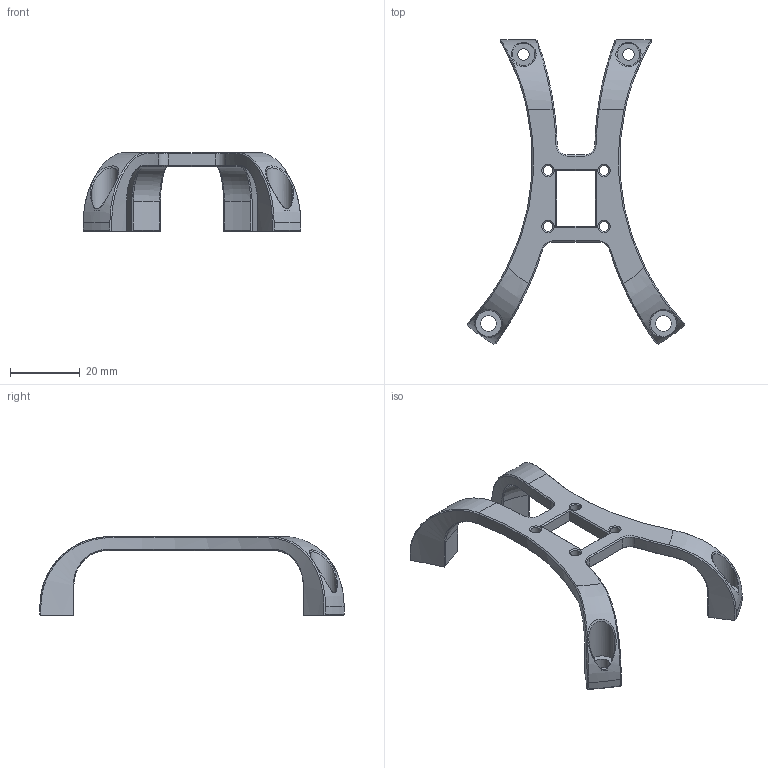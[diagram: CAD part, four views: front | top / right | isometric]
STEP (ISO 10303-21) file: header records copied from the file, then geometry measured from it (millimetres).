
FILE_DESCRIPTION(/* description */ (''),/* implementation_level */ '2;1');
FILE_NAME(/* name */ '1xEncoder Mount(Support)v1.step',/* time_stamp */ '2025-04-14T13:04:12-04:00',/* author */ (''),/* organization */ (''),/* preprocessor_version */ 'ST-DEVELOPER v20.1',/* originating_system */ 'Autodesk Translation Framework v14.4.0.0',/* authorisation */ '');
FILE_SCHEMA (('AUTOMOTIVE_DESIGN { 1 0 10303 214 3 1 1 }'));
Length unit declared in the file: millimetre
Products named in the file (1): Encoder Mount
Bounding box: 62.35 x 87.21 x 22.6 mm (x, y, z)
Volume: 8042.9 mm3; surface area: 7171.2 mm2
Topology: 1 solids, 1 shells, 154 faces, 380 edges, 232 vertices
Faces by surface type: plane 48, bspline 36, cone 34, cylinder 30, torus 6
Full cylindrical faces by diameter (mm): 2.8 x4, 3.3 x2, 4.4 x2, 6.5 x2, 7.5 x2
Entity records: 6056 total; most frequent: CARTESIAN_POINT 2579, ORIENTED_EDGE 760, DIRECTION 622, EDGE_CURVE 380, VERTEX_POINT 232, AXIS2_PLACEMENT_3D 223, EDGE_LOOP 176, LINE 176
